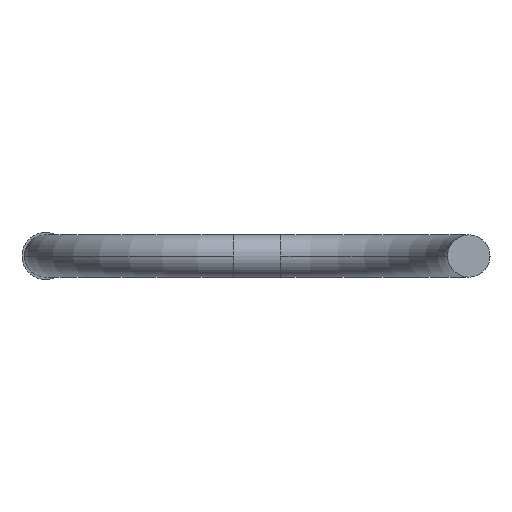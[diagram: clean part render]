
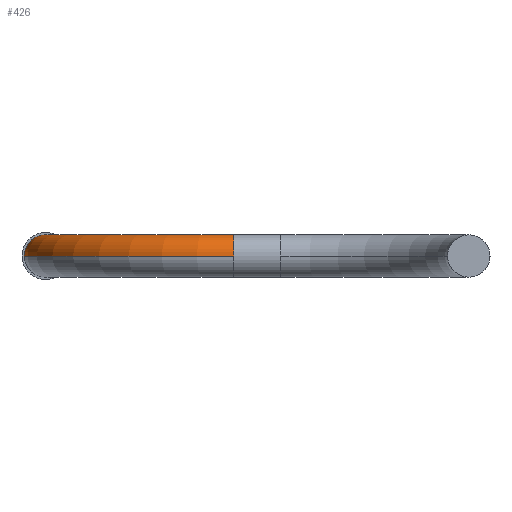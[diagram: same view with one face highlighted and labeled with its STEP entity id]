
A CAD part, left-side view. The second image highlights one B-rep face of the part: STEP entity #426.
In plain terms, the highlighted toroidal (fillet/blend) face has major radius 25.4 mm and minor radius 2.857 mm.
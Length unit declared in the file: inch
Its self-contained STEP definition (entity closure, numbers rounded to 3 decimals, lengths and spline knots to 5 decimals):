
#1 = VERTEX_POINT ( 'NONE', #443 ) ;
#2 = EDGE_LOOP ( 'NONE', ( #105, #315, #68, #45, #258 ) ) ;
#14 = DIRECTION ( 'NONE',  ( 0., -1., 0. ) ) ;
#23 = DIRECTION ( 'NONE',  ( 1., 0., 0. ) ) ;
#31 = DIRECTION ( 'NONE',  ( 0., 0., 1. ) ) ;
#35 = CIRCLE ( 'NONE', #135, 1.1125 ) ;
#39 = CARTESIAN_POINT ( 'NONE',  ( -4., 0.1125, 0. ) ) ;
#41 = EDGE_CURVE ( 'NONE', #322, #317, #35, .T. ) ;
#44 = CIRCLE ( 'NONE', #111, 0.1125 ) ;
#45 = ORIENTED_EDGE ( 'NONE', *, *, #184, .F. ) ;
#68 = ORIENTED_EDGE ( 'NONE', *, *, #194, .F. ) ;
#83 = AXIS2_PLACEMENT_3D ( 'NONE', #554, #14, #465 ) ;
#88 = EDGE_CURVE ( 'NONE', #187, #241, #214, .T. ) ;
#105 = ORIENTED_EDGE ( 'NONE', *, *, #295, .T. ) ;
#111 = AXIS2_PLACEMENT_3D ( 'NONE', #538, #623, #622 ) ;
#123 = AXIS2_PLACEMENT_3D ( 'NONE', #183, #287, #277 ) ;
#135 = AXIS2_PLACEMENT_3D ( 'NONE', #251, #549, #23 ) ;
#147 = FACE_OUTER_BOUND ( 'NONE', #2, .T. ) ;
#183 = CARTESIAN_POINT ( 'NONE',  ( -4., -1., 0. ) ) ;
#184 = EDGE_CURVE ( 'NONE', #241, #1, #319, .T. ) ;
#187 = VERTEX_POINT ( 'NONE', #642 ) ;
#191 = TOROIDAL_SURFACE ( 'NONE', #123, 1., 0.1125 ) ;
#194 = EDGE_CURVE ( 'NONE', #1, #317, #528, .T. ) ;
#214 = CIRCLE ( 'NONE', #355, 0.8875 ) ;
#241 = VERTEX_POINT ( 'NONE', #304 ) ;
#251 = CARTESIAN_POINT ( 'NONE',  ( -4., -1., 0. ) ) ;
#254 = CARTESIAN_POINT ( 'NONE',  ( -5., -1., 0. ) ) ;
#258 = ORIENTED_EDGE ( 'NONE', *, *, #88, .F. ) ;
#277 = DIRECTION ( 'NONE',  ( 1., 0., 0. ) ) ;
#287 = DIRECTION ( 'NONE',  ( 0., 0., 1. ) ) ;
#295 = EDGE_CURVE ( 'NONE', #187, #322, #44, .T. ) ;
#297 = CARTESIAN_POINT ( 'NONE',  ( -4., -1., 0. ) ) ;
#304 = CARTESIAN_POINT ( 'NONE',  ( -4.8875, -1., 0. ) ) ;
#315 = ORIENTED_EDGE ( 'NONE', *, *, #41, .T. ) ;
#317 = VERTEX_POINT ( 'NONE', #598 ) ;
#319 = CIRCLE ( 'NONE', #610, 0.1125 ) ;
#322 = VERTEX_POINT ( 'NONE', #39 ) ;
#348 = DIRECTION ( 'NONE',  ( 1., 0., 0. ) ) ;
#355 = AXIS2_PLACEMENT_3D ( 'NONE', #297, #31, #348 ) ;
#426 = ADVANCED_FACE ( 'NONE', ( #147 ), #191, .T. ) ;
#443 = CARTESIAN_POINT ( 'NONE',  ( -5., -1., 0.1125 ) ) ;
#465 = DIRECTION ( 'NONE',  ( 1., 0., 0. ) ) ;
#528 = CIRCLE ( 'NONE', #83, 0.1125 ) ;
#538 = CARTESIAN_POINT ( 'NONE',  ( -4., 0., 0. ) ) ;
#549 = DIRECTION ( 'NONE',  ( 0., 0., 1. ) ) ;
#552 = DIRECTION ( 'NONE',  ( 1., 0., 0. ) ) ;
#554 = CARTESIAN_POINT ( 'NONE',  ( -5., -1., 0. ) ) ;
#598 = CARTESIAN_POINT ( 'NONE',  ( -5.1125, -1., 0. ) ) ;
#610 = AXIS2_PLACEMENT_3D ( 'NONE', #254, #627, #552 ) ;
#622 = DIRECTION ( 'NONE',  ( 0., -1., 0. ) ) ;
#623 = DIRECTION ( 'NONE',  ( -1., 0., 0. ) ) ;
#627 = DIRECTION ( 'NONE',  ( 0., -1., 0. ) ) ;
#642 = CARTESIAN_POINT ( 'NONE',  ( -4., -0.1125, 0. ) ) ;
